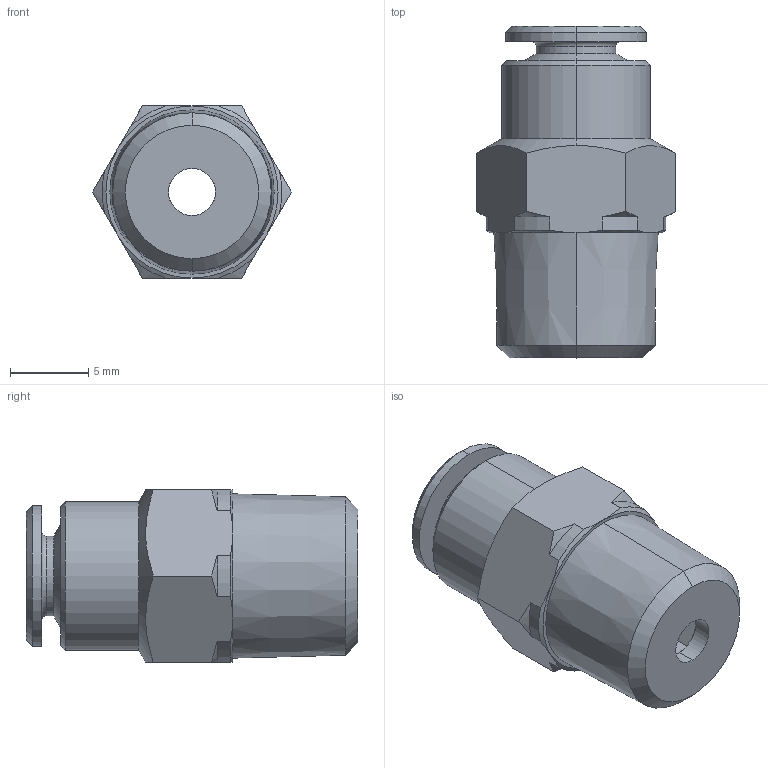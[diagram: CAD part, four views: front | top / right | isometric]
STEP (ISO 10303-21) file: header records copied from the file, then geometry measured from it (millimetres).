
FILE_DESCRIPTION (( 'STEP AP203' ), '1' );
FILE_NAME ('H0010610.STEP', '2010-06-17T13:46:16', ( '' ), ( 'sopra-pneumatic' ), 'SwSTEP 2.0', 'SolidWorks 2009', '' );
FILE_SCHEMA (( 'CONFIG_CONTROL_DESIGN' ));
Length unit declared in the file: millimetre
Products named in the file (1): H0010610
Bounding box: 12.7 x 21.2 x 11 mm (x, y, z)
Volume: 1453.6 mm3; surface area: 1158.1 mm2
Topology: 1 solids, 1 shells, 69 faces, 162 edges, 98 vertices
Faces by surface type: cone 28, plane 23, cylinder 16, torus 2
Entity records: 2117 total; most frequent: CARTESIAN_POINT 490, ORIENTED_EDGE 324, DIRECTION 322, EDGE_CURVE 162, AXIS2_PLACEMENT_3D 130, VERTEX_POINT 98, EDGE_LOOP 74, FACE_OUTER_BOUND 69
